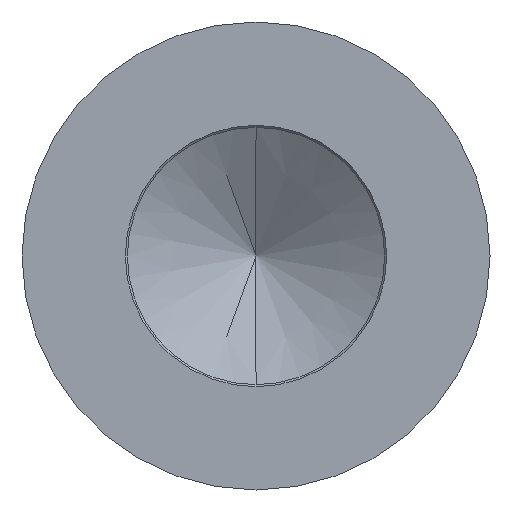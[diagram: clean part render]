
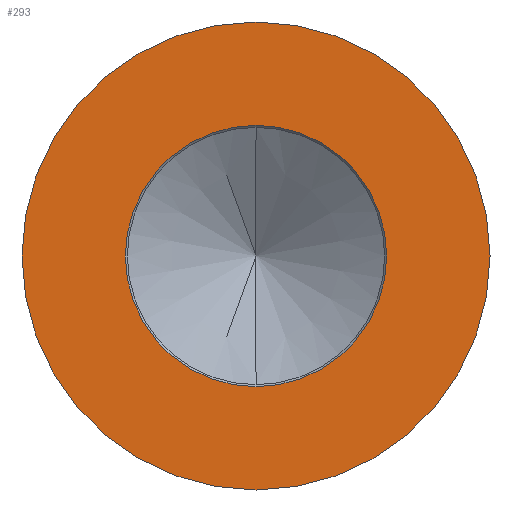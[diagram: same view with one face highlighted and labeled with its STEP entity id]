
A CAD part, front view. The second image highlights one B-rep face of the part: STEP entity #293.
In plain terms, the highlighted planar face has unit normal (0, -1, 0).
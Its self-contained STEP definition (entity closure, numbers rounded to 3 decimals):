
#1 = DIRECTION ( 'NONE',  ( 0., 0., -1. ) ) ;
#10 = DIRECTION ( 'NONE',  ( 0., -1., 0. ) ) ;
#22 = CARTESIAN_POINT ( 'NONE',  ( 0., -44.5, -3. ) ) ;
#23 = DIRECTION ( 'NONE',  ( 0., 1., 0. ) ) ;
#62 = ORIENTED_EDGE ( 'NONE', *, *, #424, .F. ) ;
#95 = CARTESIAN_POINT ( 'NONE',  ( 0., -44.5, 0. ) ) ;
#117 = CIRCLE ( 'NONE', #942, 3. ) ;
#144 = EDGE_CURVE ( 'NONE', #507, #1003, #117, .T. ) ;
#165 = CARTESIAN_POINT ( 'NONE',  ( 0., -44.5, 0. ) ) ;
#230 = DIRECTION ( 'NONE',  ( 0., 0., 1. ) ) ;
#252 = DIRECTION ( 'NONE',  ( 0., 0., 1. ) ) ;
#283 = CIRCLE ( 'NONE', #1121, 3. ) ;
#293 = ADVANCED_FACE ( 'NONE', ( #715, #975 ), #556, .F. ) ;
#303 = ORIENTED_EDGE ( 'NONE', *, *, #144, .F. ) ;
#342 = VERTEX_POINT ( 'NONE', #929 ) ;
#370 = ORIENTED_EDGE ( 'NONE', *, *, #532, .F. ) ;
#393 = CIRCLE ( 'NONE', #454, 1.675 ) ;
#394 = EDGE_LOOP ( 'NONE', ( #370, #966 ) ) ;
#424 = EDGE_CURVE ( 'NONE', #1003, #507, #283, .T. ) ;
#454 = AXIS2_PLACEMENT_3D ( 'NONE', #165, #778, #1 ) ;
#507 = VERTEX_POINT ( 'NONE', #22 ) ;
#532 = EDGE_CURVE ( 'NONE', #914, #342, #857, .T. ) ;
#556 = PLANE ( 'NONE',  #875 ) ;
#595 = EDGE_LOOP ( 'NONE', ( #303, #62 ) ) ;
#620 = CARTESIAN_POINT ( 'NONE',  ( 0., -44.5, -1.675 ) ) ;
#644 = DIRECTION ( 'NONE',  ( 0., 0., -1. ) ) ;
#715 = FACE_OUTER_BOUND ( 'NONE', #595, .T. ) ;
#756 = CARTESIAN_POINT ( 'NONE',  ( 0., -44.5, 0. ) ) ;
#775 = EDGE_CURVE ( 'NONE', #342, #914, #393, .T. ) ;
#778 = DIRECTION ( 'NONE',  ( 0., -1., 0. ) ) ;
#779 = DIRECTION ( 'NONE',  ( 0., 1., 0. ) ) ;
#842 = CARTESIAN_POINT ( 'NONE',  ( 0., -44.5, 3. ) ) ;
#856 = CARTESIAN_POINT ( 'NONE',  ( 0., -44.5, 0. ) ) ;
#857 = CIRCLE ( 'NONE', #1085, 1.675 ) ;
#875 = AXIS2_PLACEMENT_3D ( 'NONE', #1056, #23, #1064 ) ;
#914 = VERTEX_POINT ( 'NONE', #620 ) ;
#929 = CARTESIAN_POINT ( 'NONE',  ( 0., -44.5, 1.675 ) ) ;
#942 = AXIS2_PLACEMENT_3D ( 'NONE', #856, #779, #252 ) ;
#966 = ORIENTED_EDGE ( 'NONE', *, *, #775, .F. ) ;
#975 = FACE_BOUND ( 'NONE', #394, .T. ) ;
#995 = DIRECTION ( 'NONE',  ( 0., 1., 0. ) ) ;
#1003 = VERTEX_POINT ( 'NONE', #842 ) ;
#1056 = CARTESIAN_POINT ( 'NONE',  ( 0., -44.5, 0. ) ) ;
#1064 = DIRECTION ( 'NONE',  ( 0., 0., 1. ) ) ;
#1085 = AXIS2_PLACEMENT_3D ( 'NONE', #95, #10, #644 ) ;
#1121 = AXIS2_PLACEMENT_3D ( 'NONE', #756, #995, #230 ) ;
